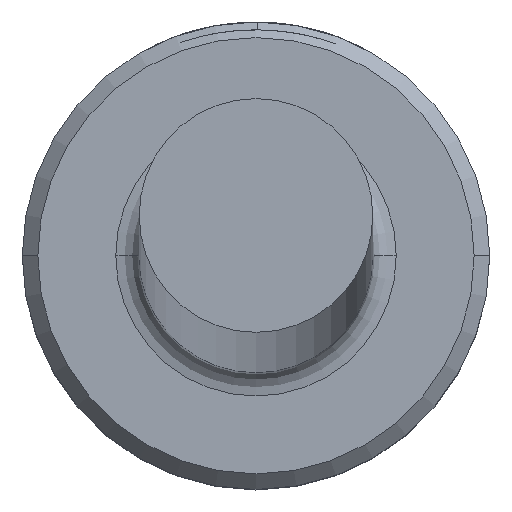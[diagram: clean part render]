
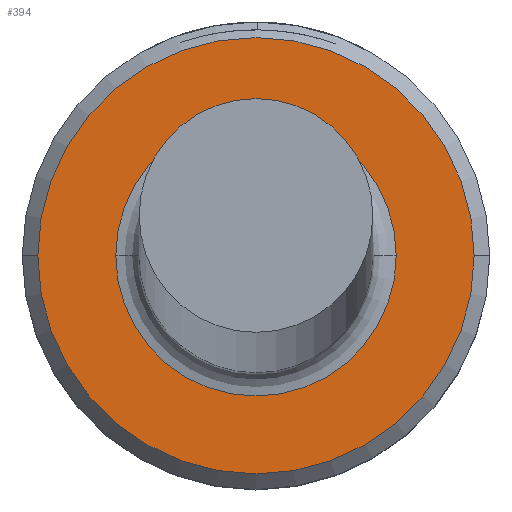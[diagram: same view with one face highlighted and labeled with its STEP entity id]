
A CAD part, top view. The second image highlights one B-rep face of the part: STEP entity #394.
In plain terms, the highlighted planar face has unit normal (0, 0, 1).
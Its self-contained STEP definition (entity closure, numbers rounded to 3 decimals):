
#42 = DIRECTION ( 'NONE',  ( 1., 0., 0. ) ) ;
#122 = VERTEX_POINT ( 'NONE', #392 ) ;
#144 = DIRECTION ( 'NONE',  ( 1., 0., 0. ) ) ;
#204 = FACE_BOUND ( 'NONE', #913, .T. ) ;
#216 = DIRECTION ( 'NONE',  ( 0., 0., 1. ) ) ;
#221 = CIRCLE ( 'NONE', #349, 1.8 ) ;
#324 = CARTESIAN_POINT ( 'NONE',  ( 0., 0., 4. ) ) ;
#349 = AXIS2_PLACEMENT_3D ( 'NONE', #969, #441, #1058 ) ;
#353 = AXIS2_PLACEMENT_3D ( 'NONE', #932, #852, #791 ) ;
#355 = EDGE_CURVE ( 'NONE', #568, #680, #514, .T. ) ;
#369 = EDGE_CURVE ( 'NONE', #636, #122, #920, .T. ) ;
#392 = CARTESIAN_POINT ( 'NONE',  ( 1.8, 0., 4. ) ) ;
#394 = ADVANCED_FACE ( 'NONE', ( #904, #204 ), #607, .T. ) ;
#406 = AXIS2_PLACEMENT_3D ( 'NONE', #798, #710, #705 ) ;
#436 = EDGE_CURVE ( 'NONE', #680, #568, #1076, .T. ) ;
#441 = DIRECTION ( 'NONE',  ( 0., 0., -1. ) ) ;
#445 = ORIENTED_EDGE ( 'NONE', *, *, #369, .T. ) ;
#514 = CIRCLE ( 'NONE', #406, 2.8 ) ;
#528 = CARTESIAN_POINT ( 'NONE',  ( -1.8, 0., 4. ) ) ;
#536 = CARTESIAN_POINT ( 'NONE',  ( 2.8, 0., 4. ) ) ;
#568 = VERTEX_POINT ( 'NONE', #958 ) ;
#588 = DIRECTION ( 'NONE',  ( 0., 0., 1. ) ) ;
#607 = PLANE ( 'NONE',  #779 ) ;
#636 = VERTEX_POINT ( 'NONE', #528 ) ;
#649 = EDGE_CURVE ( 'NONE', #122, #636, #221, .T. ) ;
#680 = VERTEX_POINT ( 'NONE', #536 ) ;
#705 = DIRECTION ( 'NONE',  ( 1., 0., 0. ) ) ;
#710 = DIRECTION ( 'NONE',  ( 0., 0., 1. ) ) ;
#736 = AXIS2_PLACEMENT_3D ( 'NONE', #1109, #588, #42 ) ;
#757 = ORIENTED_EDGE ( 'NONE', *, *, #355, .T. ) ;
#779 = AXIS2_PLACEMENT_3D ( 'NONE', #324, #216, #144 ) ;
#791 = DIRECTION ( 'NONE',  ( -1., 0., 0. ) ) ;
#798 = CARTESIAN_POINT ( 'NONE',  ( 0., 0., 4. ) ) ;
#852 = DIRECTION ( 'NONE',  ( 0., 0., -1. ) ) ;
#855 = EDGE_LOOP ( 'NONE', ( #757, #965 ) ) ;
#904 = FACE_OUTER_BOUND ( 'NONE', #855, .T. ) ;
#913 = EDGE_LOOP ( 'NONE', ( #445, #1157 ) ) ;
#920 = CIRCLE ( 'NONE', #353, 1.8 ) ;
#932 = CARTESIAN_POINT ( 'NONE',  ( 0., 0., 4. ) ) ;
#958 = CARTESIAN_POINT ( 'NONE',  ( -2.8, 0., 4. ) ) ;
#965 = ORIENTED_EDGE ( 'NONE', *, *, #436, .T. ) ;
#969 = CARTESIAN_POINT ( 'NONE',  ( 0., 0., 4. ) ) ;
#1058 = DIRECTION ( 'NONE',  ( -1., 0., 0. ) ) ;
#1076 = CIRCLE ( 'NONE', #736, 2.8 ) ;
#1109 = CARTESIAN_POINT ( 'NONE',  ( 0., 0., 4. ) ) ;
#1157 = ORIENTED_EDGE ( 'NONE', *, *, #649, .T. ) ;
